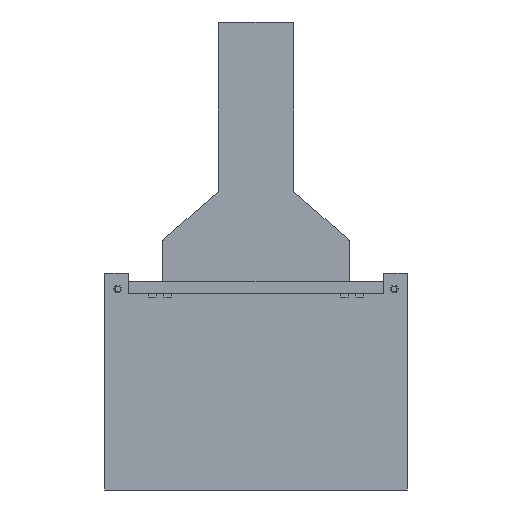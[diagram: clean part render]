
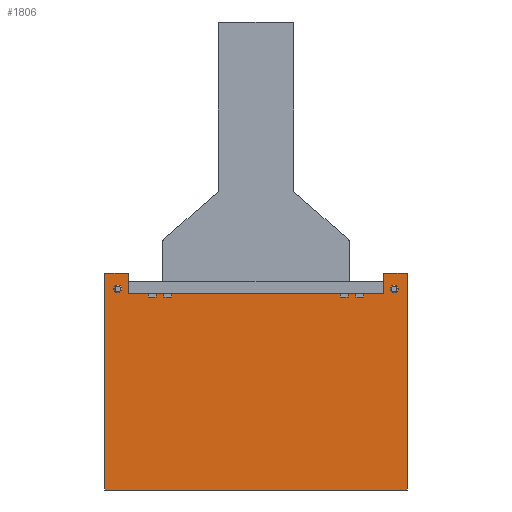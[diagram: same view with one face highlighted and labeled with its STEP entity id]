
A CAD part, front view. The second image highlights one B-rep face of the part: STEP entity #1806.
In plain terms, the highlighted planar face has unit normal (0, -1, 0).
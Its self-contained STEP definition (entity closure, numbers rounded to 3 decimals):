
#469=CARTESIAN_POINT('',(26.6,-3.4,17.85));
#470=DIRECTION('',(0.,-1.,0.));
#471=DIRECTION('',(-1.,0.,0.));
#472=AXIS2_PLACEMENT_3D('',#469,#470,#471);
#474=CARTESIAN_POINT('',(26.6,-3.4,17.85));
#475=DIRECTION('',(0.,-1.,0.));
#476=DIRECTION('',(1.,0.,0.));
#477=AXIS2_PLACEMENT_3D('',#474,#475,#476);
#479=CARTESIAN_POINT('',(-26.6,-3.4,17.85));
#480=DIRECTION('',(0.,-1.,0.));
#481=DIRECTION('',(-1.,0.,0.));
#482=AXIS2_PLACEMENT_3D('',#479,#480,#481);
#484=CARTESIAN_POINT('',(-26.6,-3.4,17.85));
#485=DIRECTION('',(0.,-1.,0.));
#486=DIRECTION('',(1.,0.,0.));
#487=AXIS2_PLACEMENT_3D('',#484,#485,#486);
#489=DIRECTION('',(0.,0.,1.));
#490=VECTOR('',#489,0.6);
#491=CARTESIAN_POINT('',(20.75,-3.4,16.3));
#492=LINE('',#491,#490);
#493=DIRECTION('',(1.,0.,0.));
#494=VECTOR('',#493,3.85);
#495=CARTESIAN_POINT('',(20.75,-3.4,16.9));
#496=LINE('',#495,#494);
#497=DIRECTION('',(0.,0.,1.));
#498=VECTOR('',#497,3.95);
#499=CARTESIAN_POINT('',(24.6,-3.4,16.9));
#500=LINE('',#499,#498);
#501=DIRECTION('',(1.,0.,0.));
#502=VECTOR('',#501,4.5);
#503=CARTESIAN_POINT('',(24.6,-3.4,20.85));
#504=LINE('',#503,#502);
#505=DIRECTION('',(0.,0.,-1.));
#506=VECTOR('',#505,41.7);
#507=CARTESIAN_POINT('',(29.1,-3.4,20.85));
#508=LINE('',#507,#506);
#509=DIRECTION('',(-1.,0.,0.));
#510=VECTOR('',#509,58.2);
#511=CARTESIAN_POINT('',(29.1,-3.4,-20.85));
#512=LINE('',#511,#510);
#513=DIRECTION('',(0.,0.,1.));
#514=VECTOR('',#513,41.7);
#515=CARTESIAN_POINT('',(-29.1,-3.4,-20.85));
#516=LINE('',#515,#514);
#517=DIRECTION('',(1.,0.,0.));
#518=VECTOR('',#517,4.5);
#519=CARTESIAN_POINT('',(-29.1,-3.4,20.85));
#520=LINE('',#519,#518);
#521=DIRECTION('',(0.,0.,-1.));
#522=VECTOR('',#521,3.95);
#523=CARTESIAN_POINT('',(-24.6,-3.4,20.85));
#524=LINE('',#523,#522);
#525=DIRECTION('',(1.,0.,0.));
#526=VECTOR('',#525,3.85);
#527=CARTESIAN_POINT('',(-24.6,-3.4,16.9));
#528=LINE('',#527,#526);
#529=DIRECTION('',(0.,0.,-1.));
#530=VECTOR('',#529,0.6);
#531=CARTESIAN_POINT('',(-20.75,-3.4,16.9));
#532=LINE('',#531,#530);
#533=DIRECTION('',(1.,0.,0.));
#534=VECTOR('',#533,1.5);
#535=CARTESIAN_POINT('',(-20.75,-3.4,16.3));
#536=LINE('',#535,#534);
#537=DIRECTION('',(0.,0.,1.));
#538=VECTOR('',#537,0.6);
#539=CARTESIAN_POINT('',(-19.25,-3.4,16.3));
#540=LINE('',#539,#538);
#541=DIRECTION('',(1.,0.,0.));
#542=VECTOR('',#541,1.5);
#543=CARTESIAN_POINT('',(-19.25,-3.4,16.9));
#544=LINE('',#543,#542);
#545=DIRECTION('',(0.,0.,-1.));
#546=VECTOR('',#545,0.6);
#547=CARTESIAN_POINT('',(-17.75,-3.4,16.9));
#548=LINE('',#547,#546);
#549=DIRECTION('',(1.,0.,0.));
#550=VECTOR('',#549,1.5);
#551=CARTESIAN_POINT('',(-17.75,-3.4,16.3));
#552=LINE('',#551,#550);
#553=DIRECTION('',(0.,0.,1.));
#554=VECTOR('',#553,0.6);
#555=CARTESIAN_POINT('',(-16.25,-3.4,16.3));
#556=LINE('',#555,#554);
#557=DIRECTION('',(1.,0.,0.));
#558=VECTOR('',#557,32.5);
#559=CARTESIAN_POINT('',(-16.25,-3.4,16.9));
#560=LINE('',#559,#558);
#561=DIRECTION('',(0.,0.,-1.));
#562=VECTOR('',#561,0.6);
#563=CARTESIAN_POINT('',(16.25,-3.4,16.9));
#564=LINE('',#563,#562);
#565=DIRECTION('',(1.,0.,0.));
#566=VECTOR('',#565,1.5);
#567=CARTESIAN_POINT('',(16.25,-3.4,16.3));
#568=LINE('',#567,#566);
#569=DIRECTION('',(0.,0.,1.));
#570=VECTOR('',#569,0.6);
#571=CARTESIAN_POINT('',(17.75,-3.4,16.3));
#572=LINE('',#571,#570);
#573=DIRECTION('',(1.,0.,0.));
#574=VECTOR('',#573,1.5);
#575=CARTESIAN_POINT('',(17.75,-3.4,16.9));
#576=LINE('',#575,#574);
#577=DIRECTION('',(0.,0.,-1.));
#578=VECTOR('',#577,0.6);
#579=CARTESIAN_POINT('',(19.25,-3.4,16.9));
#580=LINE('',#579,#578);
#581=DIRECTION('',(1.,0.,0.));
#582=VECTOR('',#581,1.5);
#583=CARTESIAN_POINT('',(19.25,-3.4,16.3));
#584=LINE('',#583,#582);
#793=CARTESIAN_POINT('',(-29.1,-3.4,-20.85));
#794=CARTESIAN_POINT('',(-29.1,-3.4,20.85));
#795=VERTEX_POINT('',#793);
#796=VERTEX_POINT('',#794);
#797=CARTESIAN_POINT('',(-24.6,-3.4,20.85));
#798=VERTEX_POINT('',#797);
#799=CARTESIAN_POINT('',(-24.6,-3.4,16.9));
#800=VERTEX_POINT('',#799);
#801=CARTESIAN_POINT('',(24.6,-3.4,16.9));
#802=CARTESIAN_POINT('',(24.6,-3.4,20.85));
#803=VERTEX_POINT('',#801);
#804=VERTEX_POINT('',#802);
#805=CARTESIAN_POINT('',(29.1,-3.4,20.85));
#806=VERTEX_POINT('',#805);
#807=CARTESIAN_POINT('',(29.1,-3.4,-20.85));
#808=VERTEX_POINT('',#807);
#957=CARTESIAN_POINT('',(25.85,-3.4,17.85));
#958=CARTESIAN_POINT('',(27.35,-3.4,17.85));
#959=VERTEX_POINT('',#957);
#960=VERTEX_POINT('',#958);
#961=CARTESIAN_POINT('',(-27.35,-3.4,17.85));
#962=CARTESIAN_POINT('',(-25.85,-3.4,17.85));
#963=VERTEX_POINT('',#961);
#964=VERTEX_POINT('',#962);
#997=CARTESIAN_POINT('',(20.75,-3.4,16.3));
#998=CARTESIAN_POINT('',(20.75,-3.4,16.9));
#999=VERTEX_POINT('',#997);
#1000=VERTEX_POINT('',#998);
#1001=CARTESIAN_POINT('',(19.25,-3.4,16.9));
#1002=CARTESIAN_POINT('',(19.25,-3.4,16.3));
#1003=VERTEX_POINT('',#1001);
#1004=VERTEX_POINT('',#1002);
#1005=CARTESIAN_POINT('',(-20.75,-3.4,16.3));
#1006=CARTESIAN_POINT('',(-19.25,-3.4,16.3));
#1007=VERTEX_POINT('',#1005);
#1008=VERTEX_POINT('',#1006);
#1009=CARTESIAN_POINT('',(-19.25,-3.4,16.9));
#1010=VERTEX_POINT('',#1009);
#1011=CARTESIAN_POINT('',(-20.75,-3.4,16.9));
#1012=VERTEX_POINT('',#1011);
#1013=CARTESIAN_POINT('',(-17.75,-3.4,16.9));
#1014=VERTEX_POINT('',#1013);
#1015=CARTESIAN_POINT('',(-16.25,-3.4,16.9));
#1016=CARTESIAN_POINT('',(16.25,-3.4,16.9));
#1017=VERTEX_POINT('',#1015);
#1018=VERTEX_POINT('',#1016);
#1035=CARTESIAN_POINT('',(17.75,-3.4,16.3));
#1036=CARTESIAN_POINT('',(17.75,-3.4,16.9));
#1037=VERTEX_POINT('',#1035);
#1038=VERTEX_POINT('',#1036);
#1039=CARTESIAN_POINT('',(16.25,-3.4,16.3));
#1040=VERTEX_POINT('',#1039);
#1041=CARTESIAN_POINT('',(-17.75,-3.4,16.3));
#1042=CARTESIAN_POINT('',(-16.25,-3.4,16.3));
#1043=VERTEX_POINT('',#1041);
#1044=VERTEX_POINT('',#1042);
#1746=CARTESIAN_POINT('',(0.,-3.4,0.));
#1747=DIRECTION('',(0.,1.,0.));
#1748=DIRECTION('',(1.,0.,0.));
#1749=AXIS2_PLACEMENT_3D('',#1746,#1747,#1748);
#1750=PLANE('',#1749);
#1752=ORIENTED_EDGE('',*,*,#1751,.T.);
#1754=ORIENTED_EDGE('',*,*,#1753,.T.);
#1755=ORIENTED_EDGE('',*,*,#1649,.T.);
#1756=ORIENTED_EDGE('',*,*,#1634,.T.);
#1757=ORIENTED_EDGE('',*,*,#1228,.T.);
#1758=ORIENTED_EDGE('',*,*,#1212,.T.);
#1759=ORIENTED_EDGE('',*,*,#1190,.T.);
#1760=ORIENTED_EDGE('',*,*,#1168,.T.);
#1761=ORIENTED_EDGE('',*,*,#1153,.T.);
#1763=ORIENTED_EDGE('',*,*,#1762,.T.);
#1765=ORIENTED_EDGE('',*,*,#1764,.T.);
#1767=ORIENTED_EDGE('',*,*,#1766,.T.);
#1769=ORIENTED_EDGE('',*,*,#1768,.T.);
#1771=ORIENTED_EDGE('',*,*,#1770,.T.);
#1773=ORIENTED_EDGE('',*,*,#1772,.T.);
#1775=ORIENTED_EDGE('',*,*,#1774,.T.);
#1777=ORIENTED_EDGE('',*,*,#1776,.T.);
#1779=ORIENTED_EDGE('',*,*,#1778,.T.);
#1781=ORIENTED_EDGE('',*,*,#1780,.T.);
#1783=ORIENTED_EDGE('',*,*,#1782,.T.);
#1785=ORIENTED_EDGE('',*,*,#1784,.T.);
#1787=ORIENTED_EDGE('',*,*,#1786,.T.);
#1789=ORIENTED_EDGE('',*,*,#1788,.T.);
#1791=ORIENTED_EDGE('',*,*,#1790,.T.);
#1792=EDGE_LOOP('',(#1752,#1754,#1755,#1756,#1757,#1758,#1759,#1760,#1761,#1763,
#1765,#1767,#1769,#1771,#1773,#1775,#1777,#1779,#1781,#1783,#1785,#1787,#1789,
#1791));
#1793=FACE_OUTER_BOUND('',#1792,.F.);
#1795=ORIENTED_EDGE('',*,*,#1794,.T.);
#1797=ORIENTED_EDGE('',*,*,#1796,.T.);
#1798=EDGE_LOOP('',(#1795,#1797));
#1799=FACE_BOUND('',#1798,.F.);
#1801=ORIENTED_EDGE('',*,*,#1800,.T.);
#1803=ORIENTED_EDGE('',*,*,#1802,.T.);
#1804=EDGE_LOOP('',(#1801,#1803));
#1805=FACE_BOUND('',#1804,.F.);
#1806=ADVANCED_FACE('',(#1793,#1799,#1805),#1750,.F.);
#473=CIRCLE('',#472,0.75);
#478=CIRCLE('',#477,0.75);
#483=CIRCLE('',#482,0.75);
#488=CIRCLE('',#487,0.75);
#1153=EDGE_CURVE('',#798,#800,#524,.T.);
#1168=EDGE_CURVE('',#796,#798,#520,.T.);
#1190=EDGE_CURVE('',#795,#796,#516,.T.);
#1212=EDGE_CURVE('',#808,#795,#512,.T.);
#1228=EDGE_CURVE('',#806,#808,#508,.T.);
#1634=EDGE_CURVE('',#804,#806,#504,.T.);
#1649=EDGE_CURVE('',#803,#804,#500,.T.);
#1751=EDGE_CURVE('',#999,#1000,#492,.T.);
#1753=EDGE_CURVE('',#1000,#803,#496,.T.);
#1762=EDGE_CURVE('',#800,#1012,#528,.T.);
#1764=EDGE_CURVE('',#1012,#1007,#532,.T.);
#1766=EDGE_CURVE('',#1007,#1008,#536,.T.);
#1768=EDGE_CURVE('',#1008,#1010,#540,.T.);
#1770=EDGE_CURVE('',#1010,#1014,#544,.T.);
#1772=EDGE_CURVE('',#1014,#1043,#548,.T.);
#1774=EDGE_CURVE('',#1043,#1044,#552,.T.);
#1776=EDGE_CURVE('',#1044,#1017,#556,.T.);
#1778=EDGE_CURVE('',#1017,#1018,#560,.T.);
#1780=EDGE_CURVE('',#1018,#1040,#564,.T.);
#1782=EDGE_CURVE('',#1040,#1037,#568,.T.);
#1784=EDGE_CURVE('',#1037,#1038,#572,.T.);
#1786=EDGE_CURVE('',#1038,#1003,#576,.T.);
#1788=EDGE_CURVE('',#1003,#1004,#580,.T.);
#1790=EDGE_CURVE('',#1004,#999,#584,.T.);
#1794=EDGE_CURVE('',#959,#960,#473,.T.);
#1796=EDGE_CURVE('',#960,#959,#478,.T.);
#1800=EDGE_CURVE('',#963,#964,#483,.T.);
#1802=EDGE_CURVE('',#964,#963,#488,.T.);
